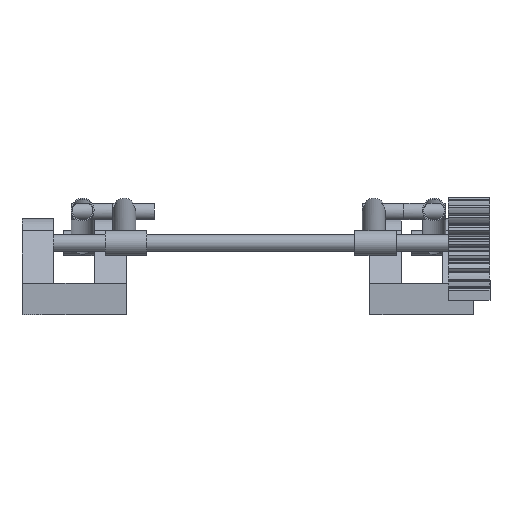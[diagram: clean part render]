
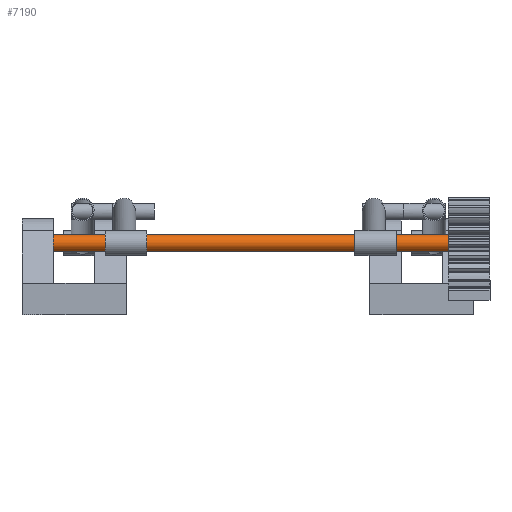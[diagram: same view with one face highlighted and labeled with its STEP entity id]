
A CAD part, left-side view. The second image highlights one B-rep face of the part: STEP entity #7190.
In plain terms, the highlighted cylindrical face has radius 4 mm (diameter 8 mm), a full revolution.
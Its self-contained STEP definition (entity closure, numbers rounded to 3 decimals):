
#420=FACE_OUTER_BOUND('',#811,.T.);
#811=EDGE_LOOP('',(#4806,#4807,#4808,#4809));
#1212=LINE('',#10383,#1929);
#1929=VECTOR('',#8327,4.);
#2646=CIRCLE('',#7650,4.);
#2647=CIRCLE('',#7651,4.);
#2949=VERTEX_POINT('',#10380);
#2950=VERTEX_POINT('',#10382);
#3692=EDGE_CURVE('',#2949,#2949,#2646,.T.);
#3693=EDGE_CURVE('',#2949,#2950,#1212,.T.);
#3694=EDGE_CURVE('',#2950,#2950,#2647,.T.);
#4806=ORIENTED_EDGE('',*,*,#3692,.F.);
#4807=ORIENTED_EDGE('',*,*,#3693,.T.);
#4808=ORIENTED_EDGE('',*,*,#3694,.T.);
#4809=ORIENTED_EDGE('',*,*,#3693,.F.);
#7034=CYLINDRICAL_SURFACE('',#7649,4.);
#7190=ADVANCED_FACE('',(#420),#7034,.T.);
#7649=AXIS2_PLACEMENT_3D('',#10379,#8323,#8324);
#7650=AXIS2_PLACEMENT_3D('',#10381,#8325,#8326);
#7651=AXIS2_PLACEMENT_3D('',#10384,#8328,#8329);
#8323=DIRECTION('center_axis',(0.,1.,0.));
#8324=DIRECTION('ref_axis',(1.,0.,0.));
#8325=DIRECTION('center_axis',(0.,1.,0.));
#8326=DIRECTION('ref_axis',(1.,0.,0.));
#8327=DIRECTION('',(0.,-1.,0.));
#8328=DIRECTION('center_axis',(0.,1.,0.));
#8329=DIRECTION('ref_axis',(1.,0.,0.));
#10379=CARTESIAN_POINT('Origin',(0.,0.,0.));
#10380=CARTESIAN_POINT('',(-4.,210.,0.));
#10381=CARTESIAN_POINT('Origin',(0.,210.,0.));
#10382=CARTESIAN_POINT('',(-4.,0.,0.));
#10383=CARTESIAN_POINT('',(-4.,0.,0.));
#10384=CARTESIAN_POINT('Origin',(0.,0.,0.));
